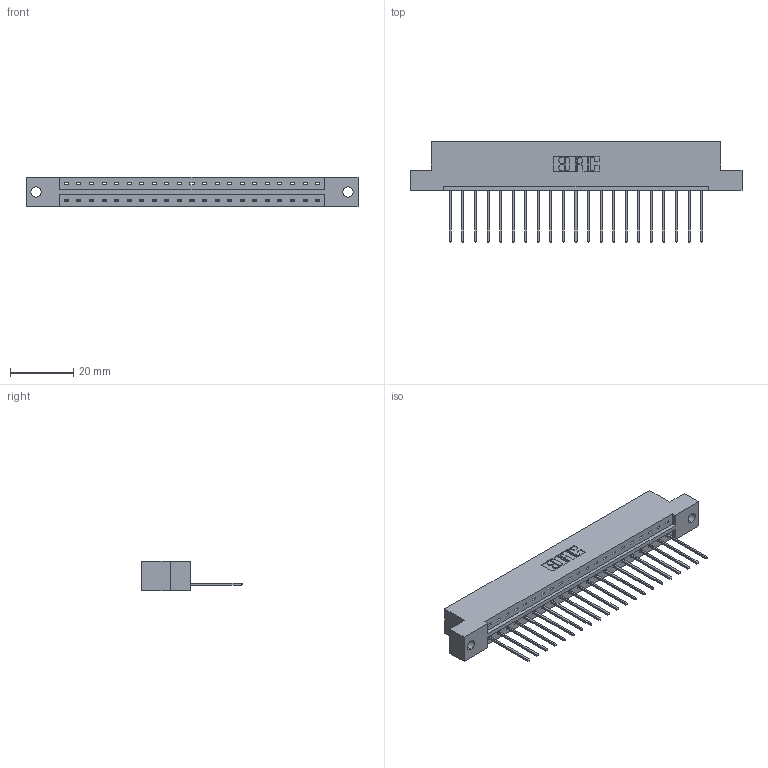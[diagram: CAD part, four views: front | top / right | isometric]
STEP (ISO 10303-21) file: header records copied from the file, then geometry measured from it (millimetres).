
FILE_DESCRIPTION (( 'STEP AP203' ), '1' );
FILE_NAME ('833-021-542-102.STEP', '2020-06-01T15:12:42', ( '' ), ( '' ), 'SwSTEP 2.0', 'SolidWorks 2020', '' );
FILE_SCHEMA (( 'CONFIG_CONTROL_DESIGN' ));
Length unit declared in the file: inch
Products named in the file (3): 345-292-001_345-293-142; 833 Part_Flush - .128 Dia; 833-021-542-102
Assembly tree (22 placements, depth 2):
  833-021-542-102
    833 Part_Flush - .128 Dia
    345-292-001_345-293-142  x21
Bounding box: 104.75 x 31.63 x 9.4 mm (x, y, z)
Volume: 10370.2 mm3; surface area: 11118.3 mm2
Topology: 22 solids, 22 shells, 1332 faces, 4007 edges, 2642 vertices
Faces by surface type: plane 952, cylinder 380
Entity records: 15575 total; most frequent: CARTESIAN_POINT 2697, ORIENTED_EDGE 2654, DIRECTION 2317, EDGE_CURVE 1327, LINE 1199, VECTOR 1199, VERTEX_POINT 882, AXIS2_PLACEMENT_3D 559
